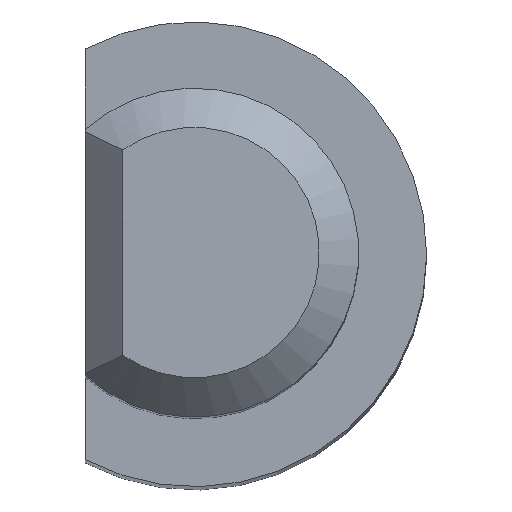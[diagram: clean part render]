
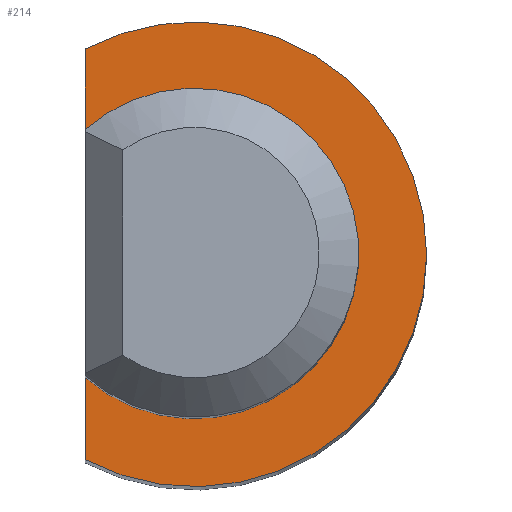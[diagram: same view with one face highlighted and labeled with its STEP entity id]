
A CAD part, top view. The second image highlights one B-rep face of the part: STEP entity #214.
In plain terms, the highlighted planar face has unit normal (0, 0, 1).
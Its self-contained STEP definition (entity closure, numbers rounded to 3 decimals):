
#37=CIRCLE('',#242,3.25);
#38=CIRCLE('',#243,2.3);
#45=ORIENTED_EDGE('',*,*,#105,.F.);
#46=ORIENTED_EDGE('',*,*,#106,.T.);
#47=ORIENTED_EDGE('',*,*,#107,.F.);
#48=ORIENTED_EDGE('',*,*,#108,.T.);
#105=EDGE_CURVE('',#135,#136,#155,.T.);
#106=EDGE_CURVE('',#135,#137,#37,.F.);
#107=EDGE_CURVE('',#138,#137,#156,.T.);
#108=EDGE_CURVE('',#138,#136,#38,.T.);
#135=VERTEX_POINT('',#323);
#136=VERTEX_POINT('',#324);
#137=VERTEX_POINT('',#326);
#138=VERTEX_POINT('',#328);
#155=LINE('',#322,#169);
#156=LINE('',#327,#170);
#169=VECTOR('',#266,1000.);
#170=VECTOR('',#269,1000.);
#183=EDGE_LOOP('',(#45,#46,#47,#48));
#195=FACE_BOUND('',#183,.T.);
#207=PLANE('',#241);
#214=ADVANCED_FACE('',(#195),#207,.F.);
#241=AXIS2_PLACEMENT_3D('',#321,#264,#265);
#242=AXIS2_PLACEMENT_3D('',#325,#267,#268);
#243=AXIS2_PLACEMENT_3D('',#329,#270,#271);
#264=DIRECTION('',(0.,0.,-1.));
#265=DIRECTION('',(0.,-1.,0.));
#266=DIRECTION('',(1.,0.,0.));
#267=DIRECTION('',(0.,0.,-1.));
#268=DIRECTION('',(0.,1.,0.));
#269=DIRECTION('',(1.,0.,0.));
#270=DIRECTION('',(0.,0.,-1.));
#271=DIRECTION('',(0.,1.,0.));
#321=CARTESIAN_POINT('',(-12.482,-0.282,51.));
#322=CARTESIAN_POINT('',(-12.482,1.522,51.));
#323=CARTESIAN_POINT('',(-2.871,1.522,51.));
#324=CARTESIAN_POINT('',(-1.724,1.522,51.));
#325=CARTESIAN_POINT('',(0.,0.,51.));
#326=CARTESIAN_POINT('',(2.871,1.522,51.));
#327=CARTESIAN_POINT('',(-12.482,1.522,51.));
#328=CARTESIAN_POINT('',(1.724,1.522,51.));
#329=CARTESIAN_POINT('',(0.,0.,51.));
